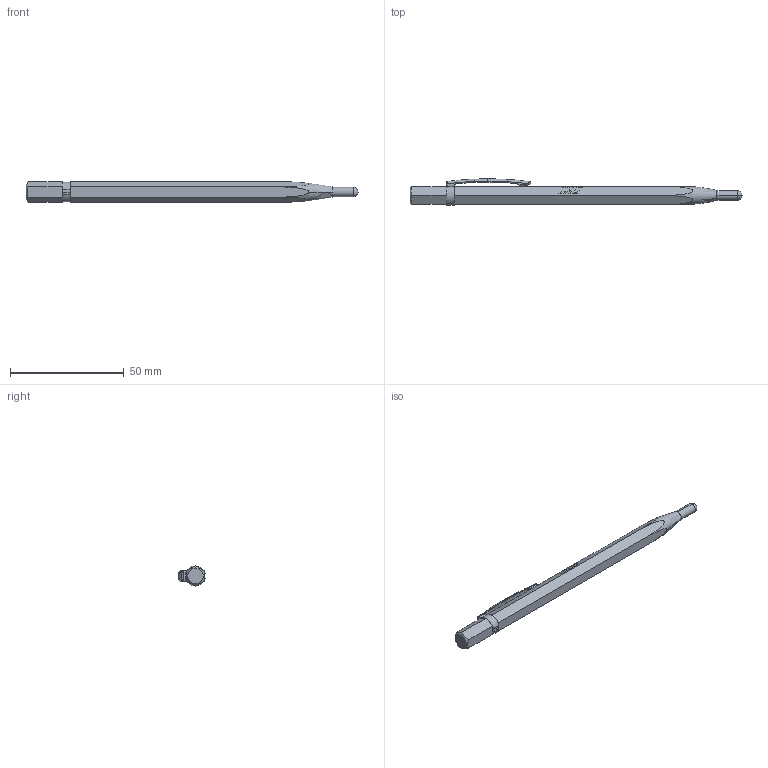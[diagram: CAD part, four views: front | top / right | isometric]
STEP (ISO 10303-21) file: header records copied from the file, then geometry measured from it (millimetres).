
FILE_DESCRIPTION (( 'STEP AP203' ), '1' );
FILE_NAME ('赫盄捩.STEP', '2023-11-09T02:03:51', ( '' ), ( '' ), 'SwSTEP 2.0', 'SolidWorks 2022', '' );
FILE_SCHEMA (( 'CONFIG_CONTROL_DESIGN' ));
Length unit declared in the file: millimetre
Products named in the file (3): 杶杶; 赫盄捩
Assembly tree (2 placements, depth 2):
  赫盄捩
    赫盄捩
    杶杶
Bounding box: 146 x 11.59 x 9.01 mm (x, y, z)
Volume: 7280.4 mm3; surface area: 4379.9 mm2
Topology: 2 solids, 2 shells, 162 faces, 412 edges, 257 vertices
Faces by surface type: plane 108, cylinder 32, torus 10, cone 4, bspline 4, sphere 4
Entity records: 5550 total; most frequent: CARTESIAN_POINT 1371, DIRECTION 815, ORIENTED_EDGE 808, EDGE_CURVE 404, AXIS2_PLACEMENT_3D 275, VECTOR 265, LINE 265, VERTEX_POINT 253
